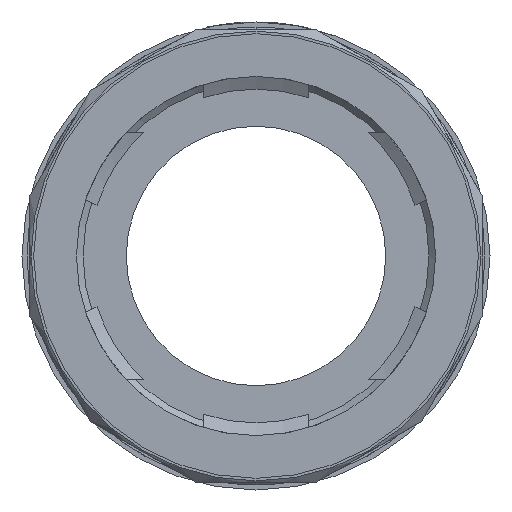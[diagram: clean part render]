
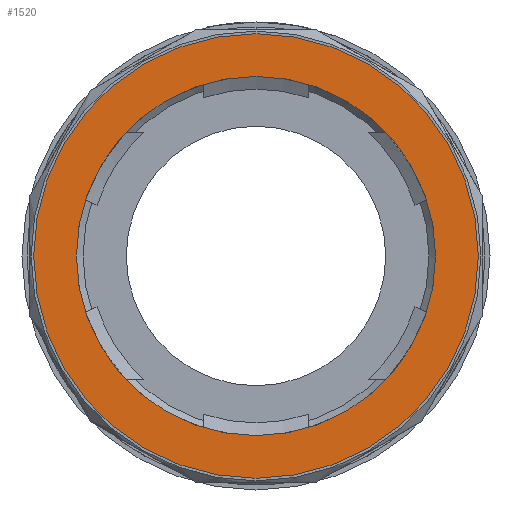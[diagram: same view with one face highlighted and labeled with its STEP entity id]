
A CAD part, front view. The second image highlights one B-rep face of the part: STEP entity #1520.
In plain terms, the highlighted planar face has unit normal (0, -1, 0).
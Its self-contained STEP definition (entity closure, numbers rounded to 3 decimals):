
#825 = EDGE_CURVE ( 'NONE', #14536, #14436, #4246, .T. ) ;
#1517 = EDGE_CURVE ( 'NONE', #14485, #14484, #5657, .T. ) ;
#1520 = ADVANCED_FACE ( 'NONE', ( #5649, #5648 ), #5647, .F. ) ;
#1521 = EDGE_LOOP ( 'NONE', ( #1522, #1523 ) ) ;
#1522 = ORIENTED_EDGE ( 'NONE', *, *, #14483, .F. ) ;
#1523 = ORIENTED_EDGE ( 'NONE', *, *, #1517, .F. ) ;
#1524 = EDGE_LOOP ( 'NONE', ( #1525, #1586 ) ) ;
#1525 = ORIENTED_EDGE ( 'NONE', *, *, #825, .T. ) ;
#1586 = ORIENTED_EDGE ( 'NONE', *, *, #14533, .T. ) ;
#4243 = DIRECTION ( 'NONE',  ( -1., 0., 0. ) ) ;
#4244 = DIRECTION ( 'NONE',  ( 0., 1., 0. ) ) ;
#4245 = AXIS2_PLACEMENT_3D ( 'NONE', #4252, #4244, #4243 ) ;
#4246 = CIRCLE ( 'NONE', #4245, 17.65 ) ;
#4252 = CARTESIAN_POINT ( 'NONE',  ( 0., 0., 0. ) ) ;
#5643 = DIRECTION ( 'NONE',  ( -1., 0., 0. ) ) ;
#5644 = DIRECTION ( 'NONE',  ( 0., 1., 0. ) ) ;
#5645 = CARTESIAN_POINT ( 'NONE',  ( 21.85, 0., 0. ) ) ;
#5646 = AXIS2_PLACEMENT_3D ( 'NONE', #5645, #5644, #5643 ) ;
#5647 = PLANE ( 'NONE',  #5646 ) ;
#5648 = FACE_BOUND ( 'NONE', #1524, .T. ) ;
#5649 = FACE_OUTER_BOUND ( 'NONE', #1521, .T. ) ;
#5650 = DIRECTION ( 'NONE',  ( -1., 0., 0. ) ) ;
#5651 = DIRECTION ( 'NONE',  ( 0., 1., 0. ) ) ;
#5652 = CARTESIAN_POINT ( 'NONE',  ( 0., 0., 0. ) ) ;
#5653 = AXIS2_PLACEMENT_3D ( 'NONE', #5652, #5651, #5650 ) ;
#5657 = CIRCLE ( 'NONE', #5653, 21.85 ) ;
#14436 = VERTEX_POINT ( 'NONE', #18208 ) ;
#14483 = EDGE_CURVE ( 'NONE', #14484, #14485, #18224, .T. ) ;
#14484 = VERTEX_POINT ( 'NONE', #18219 ) ;
#14485 = VERTEX_POINT ( 'NONE', #18218 ) ;
#14533 = EDGE_CURVE ( 'NONE', #14436, #14536, #18298, .T. ) ;
#14536 = VERTEX_POINT ( 'NONE', #18293 ) ;
#18208 = CARTESIAN_POINT ( 'NONE',  ( 17.65, 0., 0. ) ) ;
#18218 = CARTESIAN_POINT ( 'NONE',  ( 21.85, 0., 0. ) ) ;
#18219 = CARTESIAN_POINT ( 'NONE',  ( -21.85, 0., 0. ) ) ;
#18220 = DIRECTION ( 'NONE',  ( -1., 0., 0. ) ) ;
#18221 = DIRECTION ( 'NONE',  ( 0., 1., 0. ) ) ;
#18222 = CARTESIAN_POINT ( 'NONE',  ( 0., 0., 0. ) ) ;
#18223 = AXIS2_PLACEMENT_3D ( 'NONE', #18222, #18221, #18220 ) ;
#18224 = CIRCLE ( 'NONE', #18223, 21.85 ) ;
#18293 = CARTESIAN_POINT ( 'NONE',  ( -17.65, 0., 0. ) ) ;
#18294 = DIRECTION ( 'NONE',  ( -1., 0., 0. ) ) ;
#18295 = DIRECTION ( 'NONE',  ( 0., 1., 0. ) ) ;
#18296 = CARTESIAN_POINT ( 'NONE',  ( 0., 0., 0. ) ) ;
#18297 = AXIS2_PLACEMENT_3D ( 'NONE', #18296, #18295, #18294 ) ;
#18298 = CIRCLE ( 'NONE', #18297, 17.65 ) ;
